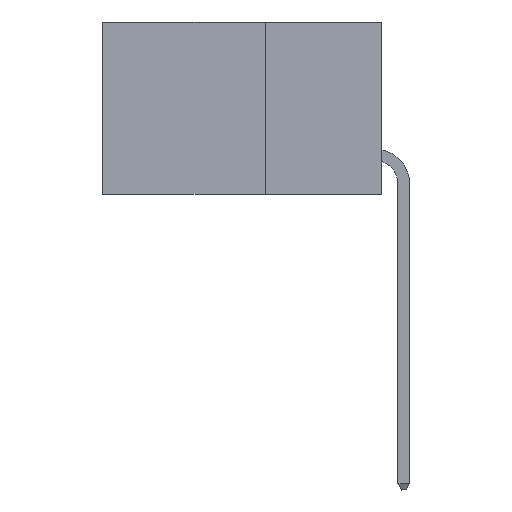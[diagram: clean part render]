
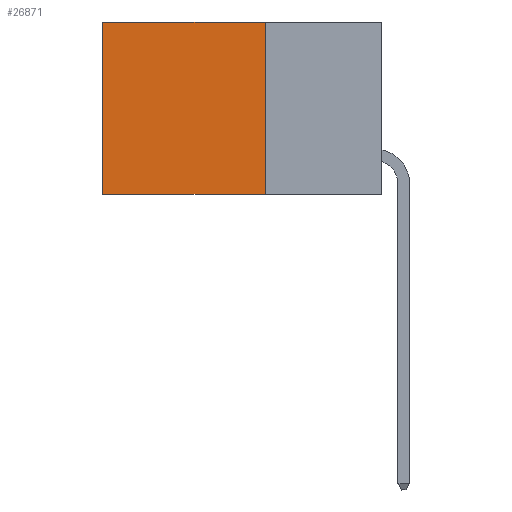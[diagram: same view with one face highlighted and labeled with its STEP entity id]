
A CAD part, left-side view. The second image highlights one B-rep face of the part: STEP entity #26871.
In plain terms, the highlighted planar face has unit normal (-1, 0, 0).
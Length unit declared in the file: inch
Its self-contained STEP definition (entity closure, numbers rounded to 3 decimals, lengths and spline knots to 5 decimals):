
#1959 = CARTESIAN_POINT ( 'NONE',  ( 0.2875, 0.6, 0. ) ) ;
#3874 = VECTOR ( 'NONE', #5959, 39.37008 ) ;
#4455 = VECTOR ( 'NONE', #30186, 39.37008 ) ;
#4835 = DIRECTION ( 'NONE',  ( 0., 0., -1. ) ) ;
#5959 = DIRECTION ( 'NONE',  ( 0., 1., 0. ) ) ;
#7121 = EDGE_CURVE ( 'NONE', #11233, #28827, #11894, .T. ) ;
#7177 = ORIENTED_EDGE ( 'NONE', *, *, #10802, .F. ) ;
#7917 = EDGE_LOOP ( 'NONE', ( #34306, #7177, #34138, #9533 ) ) ;
#8152 = CARTESIAN_POINT ( 'NONE',  ( 0.2875, 0.25, -0.37 ) ) ;
#9054 = AXIS2_PLACEMENT_3D ( 'NONE', #33537, #36697, #4835 ) ;
#9533 = ORIENTED_EDGE ( 'NONE', *, *, #31997, .T. ) ;
#10085 = EDGE_CURVE ( 'NONE', #14690, #18362, #23363, .T. ) ;
#10802 = EDGE_CURVE ( 'NONE', #18362, #28827, #16111, .T. ) ;
#11233 = VERTEX_POINT ( 'NONE', #1959 ) ;
#11894 = LINE ( 'NONE', #15260, #34894 ) ;
#12129 = CARTESIAN_POINT ( 'NONE',  ( 0.2875, 0.25, 0. ) ) ;
#12421 = CARTESIAN_POINT ( 'NONE',  ( 0.2875, 0.25, 0. ) ) ;
#13263 = PLANE ( 'NONE',  #9054 ) ;
#14690 = VERTEX_POINT ( 'NONE', #12421 ) ;
#15260 = CARTESIAN_POINT ( 'NONE',  ( 0.2875, 0.6, 0. ) ) ;
#16111 = LINE ( 'NONE', #18557, #4455 ) ;
#16388 = DIRECTION ( 'NONE',  ( 0., 0., -1. ) ) ;
#18362 = VERTEX_POINT ( 'NONE', #8152 ) ;
#18557 = CARTESIAN_POINT ( 'NONE',  ( 0.2875, 0.25, -0.37 ) ) ;
#23363 = LINE ( 'NONE', #29371, #34439 ) ;
#24891 = FACE_OUTER_BOUND ( 'NONE', #7917, .T. ) ;
#26367 = DIRECTION ( 'NONE',  ( 0., 0., -1. ) ) ;
#26871 = ADVANCED_FACE ( 'NONE', ( #24891 ), #13263, .F. ) ;
#28827 = VERTEX_POINT ( 'NONE', #36650 ) ;
#29371 = CARTESIAN_POINT ( 'NONE',  ( 0.2875, 0.25, 0. ) ) ;
#30186 = DIRECTION ( 'NONE',  ( 0., 1., 0. ) ) ;
#31997 = EDGE_CURVE ( 'NONE', #14690, #11233, #34834, .T. ) ;
#33537 = CARTESIAN_POINT ( 'NONE',  ( 0.2875, 0.25, 0. ) ) ;
#34138 = ORIENTED_EDGE ( 'NONE', *, *, #10085, .F. ) ;
#34306 = ORIENTED_EDGE ( 'NONE', *, *, #7121, .T. ) ;
#34439 = VECTOR ( 'NONE', #26367, 39.37008 ) ;
#34834 = LINE ( 'NONE', #12129, #3874 ) ;
#34894 = VECTOR ( 'NONE', #16388, 39.37008 ) ;
#36650 = CARTESIAN_POINT ( 'NONE',  ( 0.2875, 0.6, -0.37 ) ) ;
#36697 = DIRECTION ( 'NONE',  ( 1., 0., 0. ) ) ;
